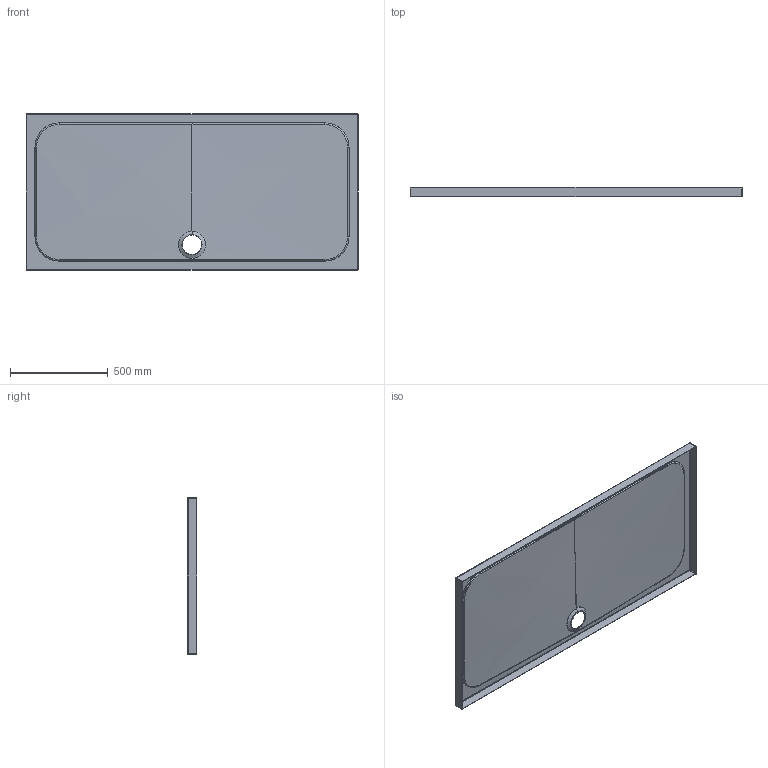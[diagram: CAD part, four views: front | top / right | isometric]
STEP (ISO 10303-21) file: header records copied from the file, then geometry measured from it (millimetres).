
FILE_DESCRIPTION (( 'STEP AP203' ), '1' );
FILE_NAME ('ME1780_Step_v10421.STEP', '2021-04-20T10:42:27', ( '' ), ( '' ), 'SwSTEP 2.0', 'SolidWorks 2019', '' );
FILE_SCHEMA (( 'CONFIG_CONTROL_DESIGN' ));
Length unit declared in the file: millimetre
Products named in the file (1): ME1780_Step_v10421
Bounding box: 1700 x 48 x 800 mm (x, y, z)
Volume: 3245990.3 mm3; surface area: 3255655.6 mm2
Topology: 1 solids, 1 shells, 104 faces, 236 edges, 128 vertices
Faces by surface type: cylinder 36, bspline 32, plane 20, sphere 8, torus 8
Entity records: 8058 total; most frequent: CARTESIAN_POINT 5907, ORIENTED_EDGE 456, DIRECTION 394, EDGE_CURVE 228, AXIS2_PLACEMENT_3D 158, VERTEX_POINT 128, EDGE_LOOP 108, ADVANCED_FACE 104
